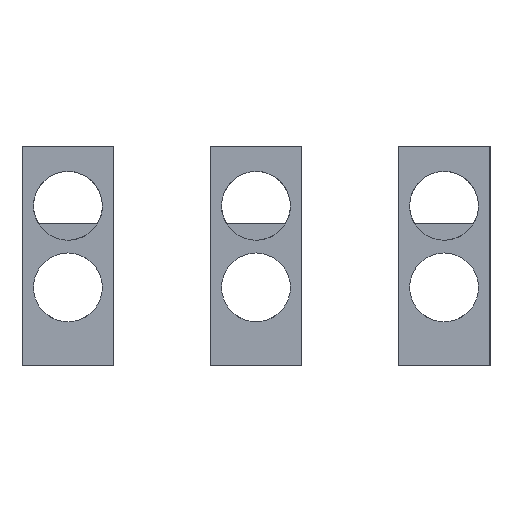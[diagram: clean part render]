
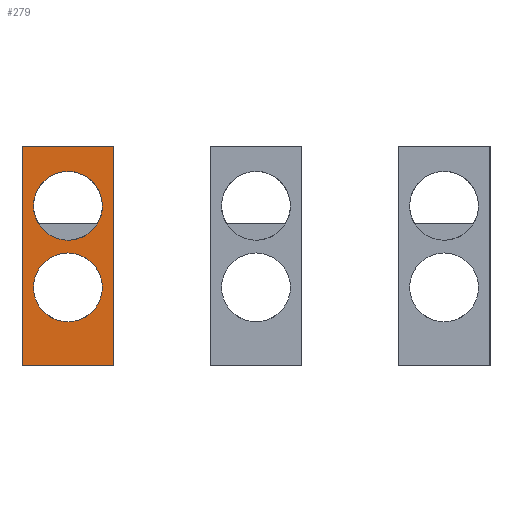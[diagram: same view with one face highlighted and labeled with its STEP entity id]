
A CAD part, left-side view. The second image highlights one B-rep face of the part: STEP entity #279.
In plain terms, the highlighted planar face has unit normal (-1, 0, 0).
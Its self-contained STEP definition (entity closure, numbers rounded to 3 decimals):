
#142=FACE_BOUND('',#491,.T.);
#143=FACE_BOUND('',#492,.T.);
#144=FACE_BOUND('',#493,.T.);
#279=ADVANCED_FACE('',(#142,#143,#144),#370,.F.);
#370=PLANE('',#1881);
#491=EDGE_LOOP('',(#1032));
#492=EDGE_LOOP('',(#1033));
#493=EDGE_LOOP('',(#1034,#1035,#1036,#1037));
#671=LINE('',#2628,#827);
#672=LINE('',#2631,#828);
#673=LINE('',#2633,#829);
#674=LINE('',#2635,#830);
#827=VECTOR('',#2088,1.);
#828=VECTOR('',#2089,1.);
#829=VECTOR('',#2090,1.);
#830=VECTOR('',#2091,1.);
#1032=ORIENTED_EDGE('',*,*,#1601,.F.);
#1033=ORIENTED_EDGE('',*,*,#1602,.F.);
#1034=ORIENTED_EDGE('',*,*,#1603,.T.);
#1035=ORIENTED_EDGE('',*,*,#1604,.F.);
#1036=ORIENTED_EDGE('',*,*,#1605,.F.);
#1037=ORIENTED_EDGE('',*,*,#1606,.T.);
#1429=VERTEX_POINT('',#2625);
#1430=VERTEX_POINT('',#2627);
#1431=VERTEX_POINT('',#2629);
#1432=VERTEX_POINT('',#2630);
#1433=VERTEX_POINT('',#2632);
#1434=VERTEX_POINT('',#2634);
#1601=EDGE_CURVE('',#1429,#1429,#1789,.T.);
#1602=EDGE_CURVE('',#1430,#1430,#1790,.T.);
#1603=EDGE_CURVE('',#1431,#1432,#671,.T.);
#1604=EDGE_CURVE('',#1433,#1432,#672,.T.);
#1605=EDGE_CURVE('',#1434,#1433,#673,.T.);
#1606=EDGE_CURVE('',#1434,#1431,#674,.T.);
#1789=CIRCLE('',#1879,11.9);
#1790=CIRCLE('',#1880,11.9);
#1879=AXIS2_PLACEMENT_3D('',#2624,#2084,#2085);
#1880=AXIS2_PLACEMENT_3D('',#2626,#2086,#2087);
#1881=AXIS2_PLACEMENT_3D('',#2636,#2092,#2093);
#2084=DIRECTION('',(-1.,0.,0.));
#2085=DIRECTION('',(0.,-1.,0.));
#2086=DIRECTION('',(-1.,0.,0.));
#2087=DIRECTION('',(0.,-1.,0.));
#2088=DIRECTION('',(0.,0.,-1.));
#2089=DIRECTION('',(0.,1.,0.));
#2090=DIRECTION('',(0.,0.,-1.));
#2091=DIRECTION('',(0.,1.,0.));
#2092=DIRECTION('',(1.,0.,0.));
#2093=DIRECTION('',(0.,0.,1.));
#2624=CARTESIAN_POINT('',(-48.26,65.,24.968));
#2625=CARTESIAN_POINT('',(-48.26,53.1,24.968));
#2626=CARTESIAN_POINT('',(-48.26,65.,53.16));
#2627=CARTESIAN_POINT('',(-48.26,53.1,53.16));
#2628=CARTESIAN_POINT('',(-48.26,80.875,73.66));
#2629=CARTESIAN_POINT('',(-48.26,80.875,73.66));
#2630=CARTESIAN_POINT('',(-48.26,80.875,-2.032));
#2631=CARTESIAN_POINT('',(-48.26,49.125,-2.032));
#2632=CARTESIAN_POINT('',(-48.26,49.125,-2.032));
#2633=CARTESIAN_POINT('',(-48.26,49.125,73.66));
#2634=CARTESIAN_POINT('',(-48.26,49.125,73.66));
#2635=CARTESIAN_POINT('',(-48.26,49.125,73.66));
#2636=CARTESIAN_POINT('',(-48.26,49.125,73.66));
